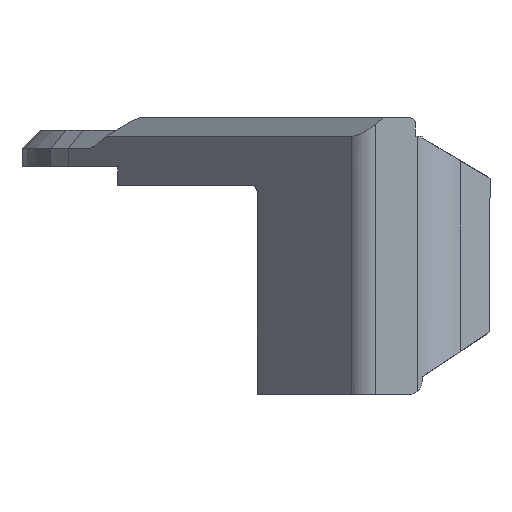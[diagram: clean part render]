
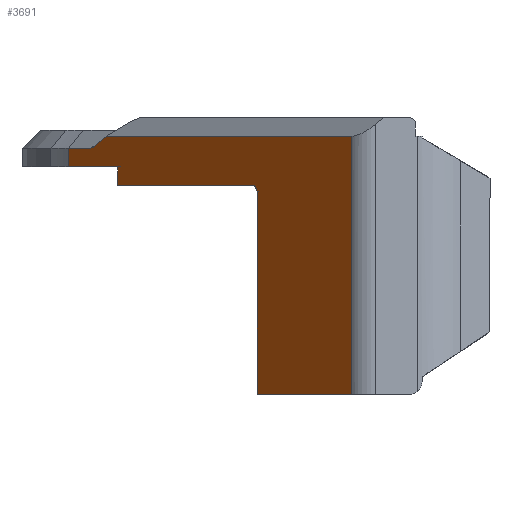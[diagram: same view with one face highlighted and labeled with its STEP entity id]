
A CAD part, left-side view. The second image highlights one B-rep face of the part: STEP entity #3691.
In plain terms, the highlighted planar face has unit normal (-0.608, 0.794, 0).
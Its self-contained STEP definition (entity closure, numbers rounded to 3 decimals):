
#64 = DIRECTION ( 'NONE',  ( 0., 0., 1. ) ) ;
#123 = CARTESIAN_POINT ( 'NONE',  ( -85.919, -23.051, 0. ) ) ;
#163 = FACE_OUTER_BOUND ( 'NONE', #3336, .T. ) ;
#190 = VECTOR ( 'NONE', #704, 1000. ) ;
#194 = CARTESIAN_POINT ( 'NONE',  ( -33.821, 16.882, 5. ) ) ;
#208 = EDGE_CURVE ( 'NONE', #2046, #2382, #1766, .T. ) ;
#242 = DIRECTION ( 'NONE',  ( 0.794, 0.608, 0. ) ) ;
#253 = CARTESIAN_POINT ( 'NONE',  ( -65.784, -7.617, -3.473 ) ) ;
#326 = VECTOR ( 'NONE', #3152, 1000. ) ;
#410 = VERTEX_POINT ( 'NONE', #593 ) ;
#425 = VECTOR ( 'NONE', #1699, 1000. ) ;
#428 = PLANE ( 'NONE',  #1533 ) ;
#467 = LINE ( 'NONE', #1940, #689 ) ;
#534 = CARTESIAN_POINT ( 'NONE',  ( -65.066, -7.067, -3. ) ) ;
#593 = CARTESIAN_POINT ( 'NONE',  ( -65.066, -7.067, -3. ) ) ;
#596 = CARTESIAN_POINT ( 'NONE',  ( -65.873, -7.686, -4. ) ) ;
#617 = CARTESIAN_POINT ( 'NONE',  ( -31.145, 18.933, 3.293 ) ) ;
#639 = VECTOR ( 'NONE', #3137, 1000. ) ;
#689 = VECTOR ( 'NONE', #1886, 1000. ) ;
#704 = DIRECTION ( 'NONE',  ( 0.794, 0.608, 0. ) ) ;
#710 = ORIENTED_EDGE ( 'NONE', *, *, #3582, .F. ) ;
#726 = ORIENTED_EDGE ( 'NONE', *, *, #2113, .T. ) ;
#796 = VECTOR ( 'NONE', #64, 1000. ) ;
#798 = CARTESIAN_POINT ( 'NONE',  ( -85.919, -23.051, -37. ) ) ;
#812 = CARTESIAN_POINT ( 'NONE',  ( -65.559, -7.445, -3.198 ) ) ;
#969 = VECTOR ( 'NONE', #242, 1000. ) ;
#1052 = EDGE_CURVE ( 'NONE', #1662, #1091, #467, .T. ) ;
#1080 = CARTESIAN_POINT ( 'NONE',  ( -36.294, 14.986, -3. ) ) ;
#1091 = VERTEX_POINT ( 'NONE', #194 ) ;
#1092 = CARTESIAN_POINT ( 'NONE',  ( -32.46, 17.924, 4.097 ) ) ;
#1099 = VERTEX_POINT ( 'NONE', #3050 ) ;
#1116 = CARTESIAN_POINT ( 'NONE',  ( -85.919, -23.051, 3. ) ) ;
#1125 = CARTESIAN_POINT ( 'NONE',  ( -85.919, -23.051, -37. ) ) ;
#1140 = CARTESIAN_POINT ( 'NONE',  ( -31.684, 18.519, 3.611 ) ) ;
#1227 = VECTOR ( 'NONE', #3227, 1000. ) ;
#1243 = EDGE_CURVE ( 'NONE', #1537, #2394, #2995, .T. ) ;
#1259 = LINE ( 'NONE', #123, #190 ) ;
#1356 = VERTEX_POINT ( 'NONE', #2615 ) ;
#1398 = ORIENTED_EDGE ( 'NONE', *, *, #3515, .T. ) ;
#1415 = VERTEX_POINT ( 'NONE', #798 ) ;
#1428 = CARTESIAN_POINT ( 'NONE',  ( -36.294, 14.986, -3. ) ) ;
#1431 = CARTESIAN_POINT ( 'NONE',  ( -32.346, 18.012, 4.025 ) ) ;
#1533 = AXIS2_PLACEMENT_3D ( 'NONE', #1589, #2513, #3641 ) ;
#1537 = VERTEX_POINT ( 'NONE', #2409 ) ;
#1589 = CARTESIAN_POINT ( 'NONE',  ( -85.919, -23.051, 163.809 ) ) ;
#1605 = CARTESIAN_POINT ( 'NONE',  ( -85.919, -23.051, 163.809 ) ) ;
#1662 = VERTEX_POINT ( 'NONE', #2149 ) ;
#1694 = B_SPLINE_CURVE_WITH_KNOTS ( 'NONE', 3,
 ( #2554, #1711, #2879, #2813, #1092, #1431, #3675, #1944, #2254, #1140, #617, #2936 ),
 .UNSPECIFIED., .F., .F.,
 ( 4, 1, 1, 1, 1, 2, 2, 4 ),
 ( 0., 0.25, 0.375, 0.437, 0.469, 0.484, 0.5, 1. ),
 .UNSPECIFIED. ) ;
#1699 = DIRECTION ( 'NONE',  ( 0.794, 0.608, 0. ) ) ;
#1701 = CARTESIAN_POINT ( 'NONE',  ( -65.171, -7.148, -3. ) ) ;
#1711 = CARTESIAN_POINT ( 'NONE',  ( -33.551, 17.088, 4.814 ) ) ;
#1739 = B_SPLINE_CURVE_WITH_KNOTS ( 'NONE', 3,
 ( #534, #1701, #3200, #3513, #812, #253, #2062, #596 ),
 .UNSPECIFIED., .F., .F.,
 ( 4, 2, 2, 4 ),
 ( 0., 0., 0.001, 0.002 ),
 .UNSPECIFIED. ) ;
#1766 = LINE ( 'NONE', #1428, #639 ) ;
#1886 = DIRECTION ( 'NONE',  ( 0.794, 0.608, 0. ) ) ;
#1940 = CARTESIAN_POINT ( 'NONE',  ( -85.919, -23.051, 5. ) ) ;
#1944 = CARTESIAN_POINT ( 'NONE',  ( -32.265, 18.074, 3.974 ) ) ;
#2000 = LINE ( 'NONE', #2624, #326 ) ;
#2033 = EDGE_CURVE ( 'NONE', #1415, #1356, #3684, .T. ) ;
#2046 = VERTEX_POINT ( 'NONE', #1080 ) ;
#2060 = VECTOR ( 'NONE', #2779, 1000. ) ;
#2062 = CARTESIAN_POINT ( 'NONE',  ( -65.873, -7.686, -3.734 ) ) ;
#2065 = VERTEX_POINT ( 'NONE', #3727 ) ;
#2113 = EDGE_CURVE ( 'NONE', #2065, #1537, #3716, .T. ) ;
#2149 = CARTESIAN_POINT ( 'NONE',  ( -85.919, -23.051, 5. ) ) ;
#2187 = ORIENTED_EDGE ( 'NONE', *, *, #2769, .F. ) ;
#2191 = ORIENTED_EDGE ( 'NONE', *, *, #208, .F. ) ;
#2254 = CARTESIAN_POINT ( 'NONE',  ( -32.249, 18.086, 3.964 ) ) ;
#2382 = VERTEX_POINT ( 'NONE', #3663 ) ;
#2394 = VERTEX_POINT ( 'NONE', #3362 ) ;
#2409 = CARTESIAN_POINT ( 'NONE',  ( -25.803, 23.027, 3. ) ) ;
#2513 = DIRECTION ( 'NONE',  ( -0.608, 0.794, 0. ) ) ;
#2525 = ORIENTED_EDGE ( 'NONE', *, *, #2916, .F. ) ;
#2554 = CARTESIAN_POINT ( 'NONE',  ( -33.821, 16.882, 5. ) ) ;
#2615 = CARTESIAN_POINT ( 'NONE',  ( -65.873, -7.686, -37. ) ) ;
#2624 = CARTESIAN_POINT ( 'NONE',  ( -65.873, -7.686, -3. ) ) ;
#2692 = ORIENTED_EDGE ( 'NONE', *, *, #2033, .F. ) ;
#2769 = EDGE_CURVE ( 'NONE', #1662, #1415, #3329, .T. ) ;
#2779 = DIRECTION ( 'NONE',  ( 0., 0., -1. ) ) ;
#2813 = CARTESIAN_POINT ( 'NONE',  ( -32.689, 17.749, 4.243 ) ) ;
#2879 = CARTESIAN_POINT ( 'NONE',  ( -33.15, 17.395, 4.544 ) ) ;
#2916 = EDGE_CURVE ( 'NONE', #410, #2046, #2000, .T. ) ;
#2936 = CARTESIAN_POINT ( 'NONE',  ( -30.615, 19.338, 3. ) ) ;
#2995 = LINE ( 'NONE', #3533, #1227 ) ;
#3011 = ORIENTED_EDGE ( 'NONE', *, *, #1052, .T. ) ;
#3024 = CARTESIAN_POINT ( 'NONE',  ( -65.873, -7.686, -181.018 ) ) ;
#3038 = EDGE_CURVE ( 'NONE', #2382, #2394, #1259, .T. ) ;
#3050 = CARTESIAN_POINT ( 'NONE',  ( -65.873, -7.686, -4. ) ) ;
#3137 = DIRECTION ( 'NONE',  ( 0., 0., 1. ) ) ;
#3152 = DIRECTION ( 'NONE',  ( 0.794, 0.608, 0. ) ) ;
#3189 = ORIENTED_EDGE ( 'NONE', *, *, #1243, .T. ) ;
#3200 = CARTESIAN_POINT ( 'NONE',  ( -65.275, -7.228, -3.025 ) ) ;
#3227 = DIRECTION ( 'NONE',  ( 0., 0., -1. ) ) ;
#3229 = ORIENTED_EDGE ( 'NONE', *, *, #3038, .F. ) ;
#3260 = EDGE_CURVE ( 'NONE', #1091, #2065, #1694, .T. ) ;
#3329 = LINE ( 'NONE', #1605, #2060 ) ;
#3336 = EDGE_LOOP ( 'NONE', ( #3690, #726, #3189, #3229, #2191, #2525, #1398, #710, #2692, #2187, #3011 ) ) ;
#3362 = CARTESIAN_POINT ( 'NONE',  ( -25.803, 23.027, 0. ) ) ;
#3513 = CARTESIAN_POINT ( 'NONE',  ( -65.47, -7.377, -3.124 ) ) ;
#3515 = EDGE_CURVE ( 'NONE', #410, #1099, #1739, .T. ) ;
#3533 = CARTESIAN_POINT ( 'NONE',  ( -25.803, 23.027, 163.809 ) ) ;
#3579 = LINE ( 'NONE', #3024, #796 ) ;
#3582 = EDGE_CURVE ( 'NONE', #1356, #1099, #3579, .T. ) ;
#3641 = DIRECTION ( 'NONE',  ( -0.794, -0.608, 0. ) ) ;
#3663 = CARTESIAN_POINT ( 'NONE',  ( -36.294, 14.986, 0. ) ) ;
#3675 = CARTESIAN_POINT ( 'NONE',  ( -32.297, 18.049, 3.995 ) ) ;
#3684 = LINE ( 'NONE', #1125, #425 ) ;
#3690 = ORIENTED_EDGE ( 'NONE', *, *, #3260, .T. ) ;
#3691 = ADVANCED_FACE ( 'NONE', ( #163 ), #428, .T. ) ;
#3716 = LINE ( 'NONE', #1116, #969 ) ;
#3727 = CARTESIAN_POINT ( 'NONE',  ( -30.615, 19.338, 3. ) ) ;
